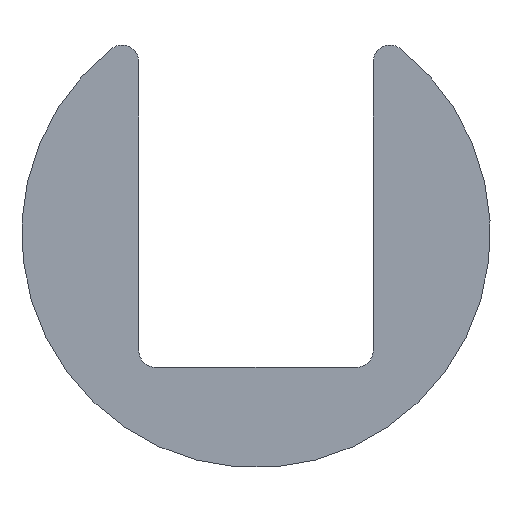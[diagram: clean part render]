
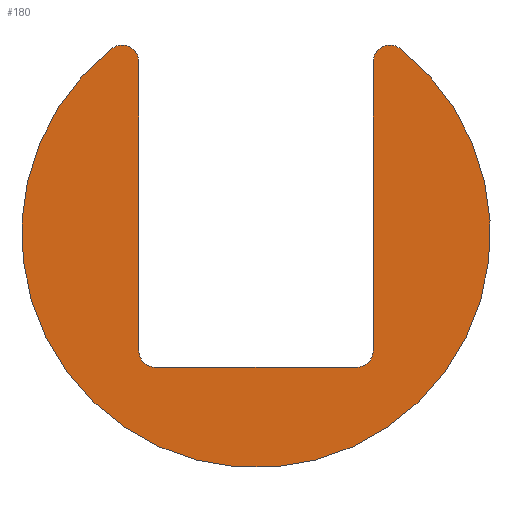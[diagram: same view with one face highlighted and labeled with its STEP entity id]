
A CAD part, front view. The second image highlights one B-rep face of the part: STEP entity #180.
In plain terms, the highlighted planar face has unit normal (0, -1, 0).
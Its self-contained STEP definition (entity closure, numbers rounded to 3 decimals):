
#15=CIRCLE('',#185,1.);
#17=CIRCLE('',#189,1.);
#19=CIRCLE('',#193,1.);
#21=CIRCLE('',#196,14.);
#23=CIRCLE('',#199,1.);
#39=FACE_OUTER_BOUND('',#49,.T.);
#49=EDGE_LOOP('',(#158,#159,#160,#161,#162,#163,#164,#165));
#50=LINE('',#263,#64);
#55=LINE('',#277,#69);
#59=LINE('',#289,#73);
#64=VECTOR('',#207,17.247);
#69=VECTOR('',#220,12.);
#73=VECTOR('',#232,17.247);
#78=VERTEX_POINT('',#261);
#79=VERTEX_POINT('',#262);
#82=VERTEX_POINT('',#270);
#84=VERTEX_POINT('',#276);
#86=VERTEX_POINT('',#282);
#88=VERTEX_POINT('',#288);
#90=VERTEX_POINT('',#294);
#92=VERTEX_POINT('',#300);
#94=EDGE_CURVE('',#78,#79,#50,.T.);
#98=EDGE_CURVE('',#82,#78,#15,.T.);
#101=EDGE_CURVE('',#84,#82,#55,.T.);
#104=EDGE_CURVE('',#86,#84,#17,.T.);
#107=EDGE_CURVE('',#88,#86,#59,.T.);
#110=EDGE_CURVE('',#90,#88,#19,.T.);
#113=EDGE_CURVE('',#92,#90,#21,.T.);
#116=EDGE_CURVE('',#79,#92,#23,.T.);
#158=ORIENTED_EDGE('',*,*,#116,.F.);
#159=ORIENTED_EDGE('',*,*,#94,.F.);
#160=ORIENTED_EDGE('',*,*,#98,.F.);
#161=ORIENTED_EDGE('',*,*,#101,.F.);
#162=ORIENTED_EDGE('',*,*,#104,.F.);
#163=ORIENTED_EDGE('',*,*,#107,.F.);
#164=ORIENTED_EDGE('',*,*,#110,.F.);
#165=ORIENTED_EDGE('',*,*,#113,.F.);
#170=PLANE('',#202);
#180=ADVANCED_FACE('',(#39),#170,.T.);
#185=AXIS2_PLACEMENT_3D('',#271,#213,#214);
#189=AXIS2_PLACEMENT_3D('',#283,#225,#226);
#193=AXIS2_PLACEMENT_3D('',#295,#237,#238);
#196=AXIS2_PLACEMENT_3D('',#301,#244,#245);
#199=AXIS2_PLACEMENT_3D('',#306,#251,#252);
#202=AXIS2_PLACEMENT_3D('',#309,#257,#258);
#207=DIRECTION('',(0.,0.,1.));
#213=DIRECTION('center_axis',(0.,-1.,0.));
#214=DIRECTION('ref_axis',(-1.,0.,0.));
#220=DIRECTION('',(1.,0.,0.));
#225=DIRECTION('center_axis',(0.,-1.,0.));
#226=DIRECTION('ref_axis',(0.,0.,1.));
#232=DIRECTION('',(0.,0.,-1.));
#237=DIRECTION('center_axis',(0.,1.,0.));
#238=DIRECTION('ref_axis',(-0.615,0.,0.788));
#244=DIRECTION('center_axis',(0.,1.,0.));
#245=DIRECTION('ref_axis',(0.615,0.,0.788));
#251=DIRECTION('center_axis',(0.,1.,0.));
#252=DIRECTION('ref_axis',(-1.,0.,0.));
#257=DIRECTION('center_axis',(0.,-1.,0.));
#258=DIRECTION('ref_axis',(0.,0.,-1.));
#261=CARTESIAN_POINT('',(7.,0.,-7.));
#262=CARTESIAN_POINT('',(7.,0.,10.247));
#263=CARTESIAN_POINT('',(7.,0.,-7.));
#270=CARTESIAN_POINT('',(6.,0.,-8.));
#271=CARTESIAN_POINT('Origin',(6.,0.,-7.));
#276=CARTESIAN_POINT('',(-6.,0.,-8.));
#277=CARTESIAN_POINT('',(-6.,0.,-8.));
#282=CARTESIAN_POINT('',(-7.,0.,-7.));
#283=CARTESIAN_POINT('Origin',(-6.,0.,-7.));
#288=CARTESIAN_POINT('',(-7.,0.,10.247));
#289=CARTESIAN_POINT('',(-7.,0.,10.247));
#294=CARTESIAN_POINT('',(-8.615,0.,11.035));
#295=CARTESIAN_POINT('Origin',(-8.,0.,10.247));
#300=CARTESIAN_POINT('',(8.615,0.,11.035));
#301=CARTESIAN_POINT('Origin',(0.,0.,0.));
#306=CARTESIAN_POINT('Origin',(8.,0.,10.247));
#309=CARTESIAN_POINT('Origin',(0.,0.,-1.939));
